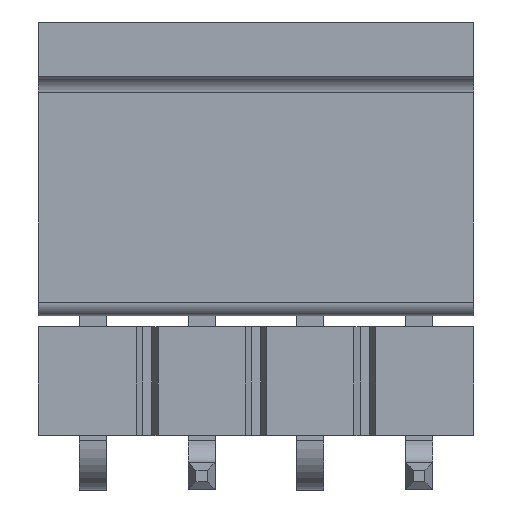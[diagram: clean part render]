
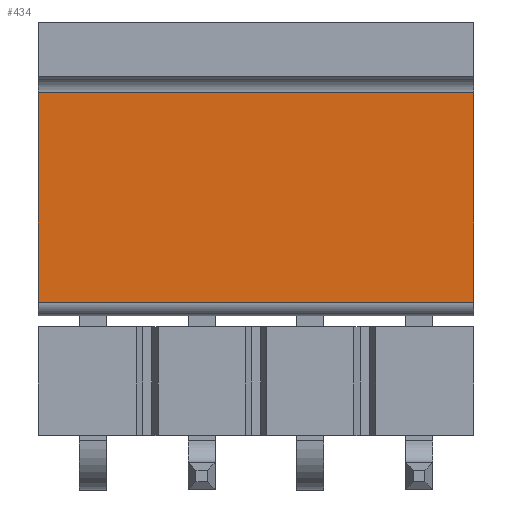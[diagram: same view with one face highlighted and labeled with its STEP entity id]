
A CAD part, top view. The second image highlights one B-rep face of the part: STEP entity #434.
In plain terms, the highlighted planar face has unit normal (0, 0, 1).
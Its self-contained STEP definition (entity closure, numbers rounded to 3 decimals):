
#434=ADVANCED_FACE('',(#875),#876,.T.);
#875=FACE_OUTER_BOUND('',#1314,.T.);
#876=PLANE('',#1315);
#1314=EDGE_LOOP('',(#2517,#2518,#2519,#2520));
#1315=AXIS2_PLACEMENT_3D('',#2521,#2522,#2523);
#2517=ORIENTED_EDGE('',*,*,#3072,.T.);
#2518=ORIENTED_EDGE('',*,*,#3073,.F.);
#2519=ORIENTED_EDGE('',*,*,#3074,.T.);
#2520=ORIENTED_EDGE('',*,*,#3069,.T.);
#2521=CARTESIAN_POINT('',(0.,5.556,1.042));
#2522=DIRECTION('',(0.,0.0,1.0));
#2523=DIRECTION('',(0.0,-1.0,0.0));
#3069=EDGE_CURVE('',#3778,#3776,#3779,.T.);
#3072=EDGE_CURVE('',#3776,#3782,#3783,.T.);
#3073=EDGE_CURVE('',#3784,#3782,#3785,.T.);
#3074=EDGE_CURVE('',#3784,#3778,#3786,.T.);
#3776=VERTEX_POINT('',#4808);
#3778=VERTEX_POINT('',#4810);
#3779=LINE('',#4811,#4812);
#3782=VERTEX_POINT('',#4815);
#3783=LINE('',#4816,#4817);
#3784=VERTEX_POINT('',#4818);
#3785=LINE('',#4819,#4820);
#3786=LINE('',#4821,#4822);
#4808=CARTESIAN_POINT('',(10.16,3.112,1.042));
#4810=CARTESIAN_POINT('',(0.,3.112,1.042));
#4811=CARTESIAN_POINT('',(0.,3.112,1.042));
#4812=VECTOR('',#5231,1.0);
#4815=CARTESIAN_POINT('',(10.16,8.001,1.042));
#4816=CARTESIAN_POINT('',(10.16,8.001,1.042));
#4817=VECTOR('',#5235,1.0);
#4818=CARTESIAN_POINT('',(0.,8.001,1.042));
#4819=CARTESIAN_POINT('',(0.,8.001,1.042));
#4820=VECTOR('',#5236,1.0);
#4821=CARTESIAN_POINT('',(0.,8.001,1.042));
#4822=VECTOR('',#5237,1.0);
#5231=DIRECTION('',(1.0,0.0,0.));
#5235=DIRECTION('',(0.0,1.0,0.0));
#5236=DIRECTION('',(1.0,0.0,0.));
#5237=DIRECTION('',(0.0,-1.0,0.0));
